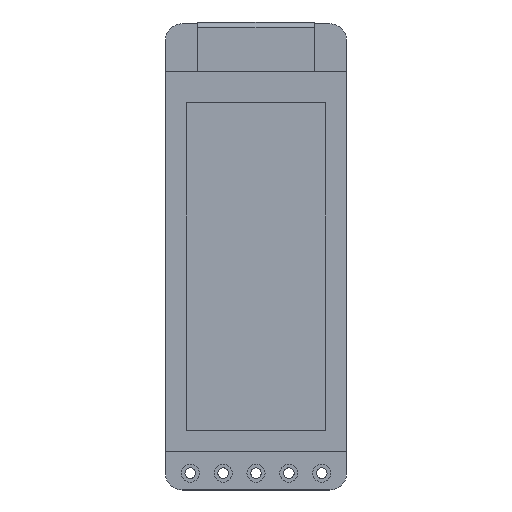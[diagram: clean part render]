
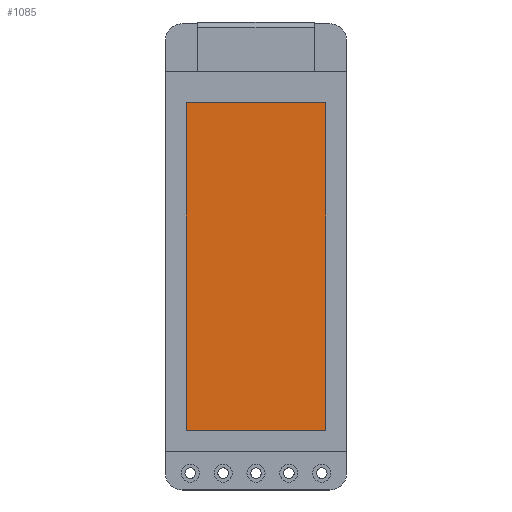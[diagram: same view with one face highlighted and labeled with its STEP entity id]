
A CAD part, top view. The second image highlights one B-rep face of the part: STEP entity #1085.
In plain terms, the highlighted planar face has unit normal (0, 0, 1).
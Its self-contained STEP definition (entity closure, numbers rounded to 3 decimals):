
#64=PLANE('',#1208);
#155=FACE_OUTER_BOUND('',#242,.T.);
#242=EDGE_LOOP('',(#913,#914,#915,#916));
#309=LINE('',#1745,#404);
#312=LINE('',#1751,#407);
#315=LINE('',#1757,#410);
#318=LINE('',#1761,#413);
#404=VECTOR('',#1445,10.);
#407=VECTOR('',#1450,10.);
#410=VECTOR('',#1455,10.);
#413=VECTOR('',#1460,10.);
#556=VERTEX_POINT('',#1742);
#557=VERTEX_POINT('',#1744);
#559=VERTEX_POINT('',#1750);
#561=VERTEX_POINT('',#1756);
#677=EDGE_CURVE('',#557,#556,#309,.T.);
#680=EDGE_CURVE('',#559,#557,#312,.T.);
#683=EDGE_CURVE('',#561,#559,#315,.T.);
#686=EDGE_CURVE('',#556,#561,#318,.T.);
#913=ORIENTED_EDGE('',*,*,#686,.T.);
#914=ORIENTED_EDGE('',*,*,#683,.T.);
#915=ORIENTED_EDGE('',*,*,#680,.T.);
#916=ORIENTED_EDGE('',*,*,#677,.T.);
#1085=ADVANCED_FACE('',(#155),#64,.T.);
#1208=AXIS2_PLACEMENT_3D('',#1762,#1461,#1462);
#1445=DIRECTION('',(0.,-1.,0.));
#1450=DIRECTION('',(-1.,0.,0.));
#1455=DIRECTION('',(0.,1.,0.));
#1460=DIRECTION('',(1.,0.,0.));
#1461=DIRECTION('center_axis',(0.,0.,1.));
#1462=DIRECTION('ref_axis',(1.,0.,0.));
#1742=CARTESIAN_POINT('',(1.6,4.6,1.9));
#1744=CARTESIAN_POINT('',(1.6,29.9,1.9));
#1745=CARTESIAN_POINT('',(1.6,4.6,1.9));
#1750=CARTESIAN_POINT('',(12.4,29.9,1.9));
#1751=CARTESIAN_POINT('',(1.6,29.9,1.9));
#1756=CARTESIAN_POINT('',(12.4,4.6,1.9));
#1757=CARTESIAN_POINT('',(12.4,29.9,1.9));
#1761=CARTESIAN_POINT('',(12.4,4.6,1.9));
#1762=CARTESIAN_POINT('Origin',(7.,17.25,1.9));
